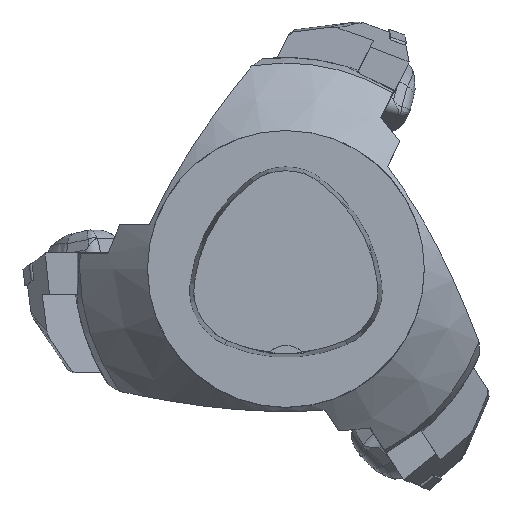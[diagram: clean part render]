
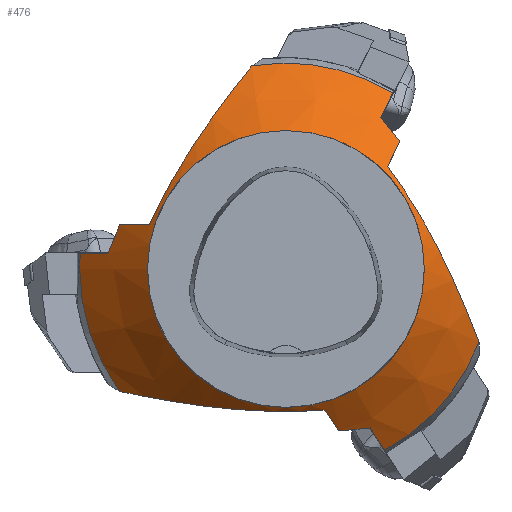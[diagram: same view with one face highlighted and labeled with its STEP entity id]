
A CAD part, top view. The second image highlights one B-rep face of the part: STEP entity #476.
In plain terms, the highlighted conical face has half-angle 45 degrees and reference radius 59.592 mm.
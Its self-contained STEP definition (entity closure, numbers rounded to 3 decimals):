
#273=B_SPLINE_CURVE_WITH_KNOTS('',3,(#3615,#3616,#3617,#3618),
 .UNSPECIFIED.,.F.,.F.,(4,4),(0.,1.),.UNSPECIFIED.);
#274=B_SPLINE_CURVE_WITH_KNOTS('',3,(#3621,#3622,#3623,#3624),
 .UNSPECIFIED.,.F.,.F.,(4,4),(0.,1.),.UNSPECIFIED.);
#275=B_SPLINE_CURVE_WITH_KNOTS('',3,(#3625,#3626,#3627,#3628,#3629,#3630,
#3631,#3632,#3633,#3634),.UNSPECIFIED.,.F.,.F.,(4,2,2,2,4),(0.,0.25,0.5,
0.75,1.),.UNSPECIFIED.);
#276=B_SPLINE_CURVE_WITH_KNOTS('',3,(#3636,#3637,#3638,#3639),
 .UNSPECIFIED.,.F.,.F.,(4,4),(0.,1.),.UNSPECIFIED.);
#277=B_SPLINE_CURVE_WITH_KNOTS('',3,(#3641,#3642,#3643,#3644),
 .UNSPECIFIED.,.F.,.F.,(4,4),(0.,1.),.UNSPECIFIED.);
#278=B_SPLINE_CURVE_WITH_KNOTS('',3,(#3646,#3647,#3648,#3649),
 .UNSPECIFIED.,.F.,.F.,(4,4),(0.,1.),.UNSPECIFIED.);
#279=B_SPLINE_CURVE_WITH_KNOTS('',3,(#3650,#3651,#3652,#3653,#3654,#3655,
#3656,#3657,#3658,#3659),.UNSPECIFIED.,.F.,.F.,(4,2,2,2,4),(0.,0.125,0.25,
0.5,1.),.UNSPECIFIED.);
#280=B_SPLINE_CURVE_WITH_KNOTS('',3,(#3661,#3662,#3663,#3664),
 .UNSPECIFIED.,.F.,.F.,(4,4),(0.,1.),.UNSPECIFIED.);
#281=B_SPLINE_CURVE_WITH_KNOTS('',3,(#3666,#3667,#3668,#3669),
 .UNSPECIFIED.,.F.,.F.,(4,4),(0.,1.),.UNSPECIFIED.);
#282=B_SPLINE_CURVE_WITH_KNOTS('',3,(#3671,#3672,#3673,#3674),
 .UNSPECIFIED.,.F.,.F.,(4,4),(0.,1.),.UNSPECIFIED.);
#283=B_SPLINE_CURVE_WITH_KNOTS('',3,(#3675,#3676,#3677,#3678,#3679,#3680,
#3681,#3682),.UNSPECIFIED.,.F.,.F.,(4,2,2,4),(0.,0.25,0.5,1.),
 .UNSPECIFIED.);
#284=B_SPLINE_CURVE_WITH_KNOTS('',3,(#3684,#3685,#3686,#3687),
 .UNSPECIFIED.,.F.,.F.,(4,4),(0.,1.),.UNSPECIFIED.);
#330=CONICAL_SURFACE('',#2643,59.592,45.);
#476=ADVANCED_FACE('',(#645,#646),#330,.T.);
#594=CIRCLE('',#2579,40.);
#614=CIRCLE('',#2635,59.592);
#615=CIRCLE('',#2638,59.592);
#616=CIRCLE('',#2641,59.592);
#645=FACE_BOUND('',#698,.T.);
#646=FACE_BOUND('',#699,.T.);
#698=EDGE_LOOP('',(#965,#966,#967,#968,#969,#970,#971,#972,#973,#974,#975,
#976,#977,#978,#979));
#699=EDGE_LOOP('',(#980));
#965=ORIENTED_EDGE('',*,*,#1803,.T.);
#966=ORIENTED_EDGE('',*,*,#1804,.T.);
#967=ORIENTED_EDGE('',*,*,#1792,.T.);
#968=ORIENTED_EDGE('',*,*,#1805,.F.);
#969=ORIENTED_EDGE('',*,*,#1806,.F.);
#970=ORIENTED_EDGE('',*,*,#1807,.T.);
#971=ORIENTED_EDGE('',*,*,#1808,.T.);
#972=ORIENTED_EDGE('',*,*,#1800,.T.);
#973=ORIENTED_EDGE('',*,*,#1809,.F.);
#974=ORIENTED_EDGE('',*,*,#1810,.F.);
#975=ORIENTED_EDGE('',*,*,#1811,.T.);
#976=ORIENTED_EDGE('',*,*,#1812,.T.);
#977=ORIENTED_EDGE('',*,*,#1796,.T.);
#978=ORIENTED_EDGE('',*,*,#1813,.F.);
#979=ORIENTED_EDGE('',*,*,#1814,.F.);
#980=ORIENTED_EDGE('',*,*,#1746,.F.);
#1522=VERTEX_POINT('',#3453);
#1551=VERTEX_POINT('',#3559);
#1552=VERTEX_POINT('',#3561);
#1554=VERTEX_POINT('',#3580);
#1555=VERTEX_POINT('',#3582);
#1557=VERTEX_POINT('',#3598);
#1558=VERTEX_POINT('',#3600);
#1560=VERTEX_POINT('',#3619);
#1561=VERTEX_POINT('',#3620);
#1562=VERTEX_POINT('',#3635);
#1563=VERTEX_POINT('',#3640);
#1564=VERTEX_POINT('',#3645);
#1565=VERTEX_POINT('',#3660);
#1566=VERTEX_POINT('',#3665);
#1567=VERTEX_POINT('',#3670);
#1568=VERTEX_POINT('',#3683);
#1746=EDGE_CURVE('',#1522,#1522,#594,.T.);
#1792=EDGE_CURVE('',#1552,#1551,#614,.T.);
#1796=EDGE_CURVE('',#1555,#1554,#615,.T.);
#1800=EDGE_CURVE('',#1558,#1557,#616,.T.);
#1803=EDGE_CURVE('',#1560,#1561,#273,.T.);
#1804=EDGE_CURVE('',#1561,#1552,#274,.T.);
#1805=EDGE_CURVE('',#1562,#1551,#275,.T.);
#1806=EDGE_CURVE('',#1563,#1562,#276,.T.);
#1807=EDGE_CURVE('',#1563,#1564,#277,.T.);
#1808=EDGE_CURVE('',#1564,#1558,#278,.T.);
#1809=EDGE_CURVE('',#1565,#1557,#279,.T.);
#1810=EDGE_CURVE('',#1566,#1565,#280,.T.);
#1811=EDGE_CURVE('',#1566,#1567,#281,.T.);
#1812=EDGE_CURVE('',#1567,#1555,#282,.T.);
#1813=EDGE_CURVE('',#1568,#1554,#283,.T.);
#1814=EDGE_CURVE('',#1560,#1568,#284,.T.);
#2579=AXIS2_PLACEMENT_3D('',#3452,#2818,#2819);
#2635=AXIS2_PLACEMENT_3D('',#3560,#2944,#2945);
#2638=AXIS2_PLACEMENT_3D('',#3581,#2950,#2951);
#2641=AXIS2_PLACEMENT_3D('',#3599,#2956,#2957);
#2643=AXIS2_PLACEMENT_3D('',#3688,#2960,#2961);
#2818=DIRECTION('',(0.,0.,1.));
#2819=DIRECTION('',(1.,0.,0.));
#2944=DIRECTION('',(0.,0.,1.));
#2945=DIRECTION('',(1.,0.,0.));
#2950=DIRECTION('',(0.,0.,1.));
#2951=DIRECTION('',(1.,0.,0.));
#2956=DIRECTION('',(0.,0.,1.));
#2957=DIRECTION('',(1.,0.,0.));
#2960=DIRECTION('',(0.,0.,-1.));
#2961=DIRECTION('',(-1.,0.,0.));
#3452=CARTESIAN_POINT('',(0.,0.,-36.408));
#3453=CARTESIAN_POINT('',(40.,0.,-36.408));
#3559=CARTESIAN_POINT('',(-48.007,-35.306,-56.));
#3560=CARTESIAN_POINT('',(0.,0.,-56.));
#3561=CARTESIAN_POINT('',(-59.413,4.618,-56.));
#3580=CARTESIAN_POINT('',(-9.868,58.77,-56.));
#3581=CARTESIAN_POINT('',(0.,0.,-56.));
#3582=CARTESIAN_POINT('',(30.91,50.949,-56.));
#3598=CARTESIAN_POINT('',(55.794,-20.936,-56.));
#3599=CARTESIAN_POINT('',(0.,0.,-56.));
#3600=CARTESIAN_POINT('',(28.577,-52.293,-56.));
#3615=CARTESIAN_POINT('',(-48.033,12.803,-46.117));
#3616=CARTESIAN_POINT('',(-49.251,10.061,-46.588));
#3617=CARTESIAN_POINT('',(-50.394,7.332,-47.255));
#3618=CARTESIAN_POINT('',(-51.471,4.618,-48.086));
#3619=CARTESIAN_POINT('',(-48.033,12.803,-46.117));
#3620=CARTESIAN_POINT('',(-51.471,4.618,-48.086));
#3621=CARTESIAN_POINT('',(-51.471,4.618,-48.086));
#3622=CARTESIAN_POINT('',(-54.119,4.618,-50.723));
#3623=CARTESIAN_POINT('',(-56.766,4.618,-53.361));
#3624=CARTESIAN_POINT('',(-59.413,4.618,-56.));
#3625=CARTESIAN_POINT('',(11.297,-40.76,-38.704));
#3626=CARTESIAN_POINT('',(6.097,-41.096,-37.639));
#3627=CARTESIAN_POINT('',(0.731,-41.209,-37.278));
#3628=CARTESIAN_POINT('',(-9.947,-40.923,-38.185));
#3629=CARTESIAN_POINT('',(-15.105,-40.538,-39.407));
#3630=CARTESIAN_POINT('',(-25.165,-39.425,-42.938));
#3631=CARTESIAN_POINT('',(-29.965,-38.711,-45.202));
#3632=CARTESIAN_POINT('',(-39.197,-37.12,-50.247));
#3633=CARTESIAN_POINT('',(-43.65,-36.239,-53.042));
#3634=CARTESIAN_POINT('',(-48.007,-35.306,-56.));
#3635=CARTESIAN_POINT('',(11.297,-40.76,-38.704));
#3636=CARTESIAN_POINT('',(15.203,-46.752,-45.57));
#3637=CARTESIAN_POINT('',(13.905,-44.761,-43.274));
#3638=CARTESIAN_POINT('',(12.603,-42.764,-40.984));
#3639=CARTESIAN_POINT('',(11.297,-40.76,-38.704));
#3640=CARTESIAN_POINT('',(15.203,-46.752,-45.57));
#3641=CARTESIAN_POINT('',(15.203,-46.752,-45.57));
#3642=CARTESIAN_POINT('',(18.327,-46.518,-46.313));
#3643=CARTESIAN_POINT('',(21.39,-46.22,-47.259));
#3644=CARTESIAN_POINT('',(24.391,-45.872,-48.361));
#3645=CARTESIAN_POINT('',(24.391,-45.872,-48.361));
#3646=CARTESIAN_POINT('',(24.391,-45.872,-48.361));
#3647=CARTESIAN_POINT('',(25.787,-48.013,-50.907));
#3648=CARTESIAN_POINT('',(27.182,-50.153,-53.453));
#3649=CARTESIAN_POINT('',(28.577,-52.293,-56.));
#3650=CARTESIAN_POINT('',(29.393,29.802,-38.266));
#3651=CARTESIAN_POINT('',(30.875,27.765,-37.856));
#3652=CARTESIAN_POINT('',(32.326,25.679,-37.612));
#3653=CARTESIAN_POINT('',(35.162,21.401,-37.49));
#3654=CARTESIAN_POINT('',(36.553,19.194,-37.616));
#3655=CARTESIAN_POINT('',(40.489,12.634,-38.519));
#3656=CARTESIAN_POINT('',(42.843,8.279,-39.809));
#3657=CARTESIAN_POINT('',(49.332,-4.753,-45.138));
#3658=CARTESIAN_POINT('',(52.719,-12.934,-50.31));
#3659=CARTESIAN_POINT('',(55.794,-20.936,-56.));
#3660=CARTESIAN_POINT('',(29.393,29.802,-38.266));
#3661=CARTESIAN_POINT('',(32.948,36.839,-45.831));
#3662=CARTESIAN_POINT('',(31.767,34.501,-43.301));
#3663=CARTESIAN_POINT('',(30.582,32.156,-40.777));
#3664=CARTESIAN_POINT('',(29.393,29.802,-38.266));
#3665=CARTESIAN_POINT('',(32.948,36.839,-45.831));
#3666=CARTESIAN_POINT('',(32.948,36.839,-45.831));
#3667=CARTESIAN_POINT('',(31.114,39.299,-46.442));
#3668=CARTESIAN_POINT('',(29.26,41.675,-47.252));
#3669=CARTESIAN_POINT('',(27.391,43.983,-48.222));
#3670=CARTESIAN_POINT('',(27.391,43.983,-48.222));
#3671=CARTESIAN_POINT('',(27.391,43.983,-48.222));
#3672=CARTESIAN_POINT('',(28.564,46.305,-50.814));
#3673=CARTESIAN_POINT('',(29.737,48.627,-53.407));
#3674=CARTESIAN_POINT('',(30.91,50.949,-56.));
#3675=CARTESIAN_POINT('',(-39.478,12.803,-37.91));
#3676=CARTESIAN_POINT('',(-37.451,17.214,-37.342));
#3677=CARTESIAN_POINT('',(-35.159,21.685,-37.437));
#3678=CARTESIAN_POINT('',(-30.374,30.122,-38.916));
#3679=CARTESIAN_POINT('',(-27.866,34.14,-40.27));
#3680=CARTESIAN_POINT('',(-20.172,45.655,-45.587));
#3681=CARTESIAN_POINT('',(-15.023,52.377,-50.549));
#3682=CARTESIAN_POINT('',(-9.868,58.77,-56.));
#3683=CARTESIAN_POINT('',(-39.478,12.803,-37.91));
#3684=CARTESIAN_POINT('',(-48.033,12.803,-46.117));
#3685=CARTESIAN_POINT('',(-45.191,12.803,-43.371));
#3686=CARTESIAN_POINT('',(-42.341,12.803,-40.634));
#3687=CARTESIAN_POINT('',(-39.478,12.803,-37.91));
#3688=CARTESIAN_POINT('',(0.,0.,-56.));
